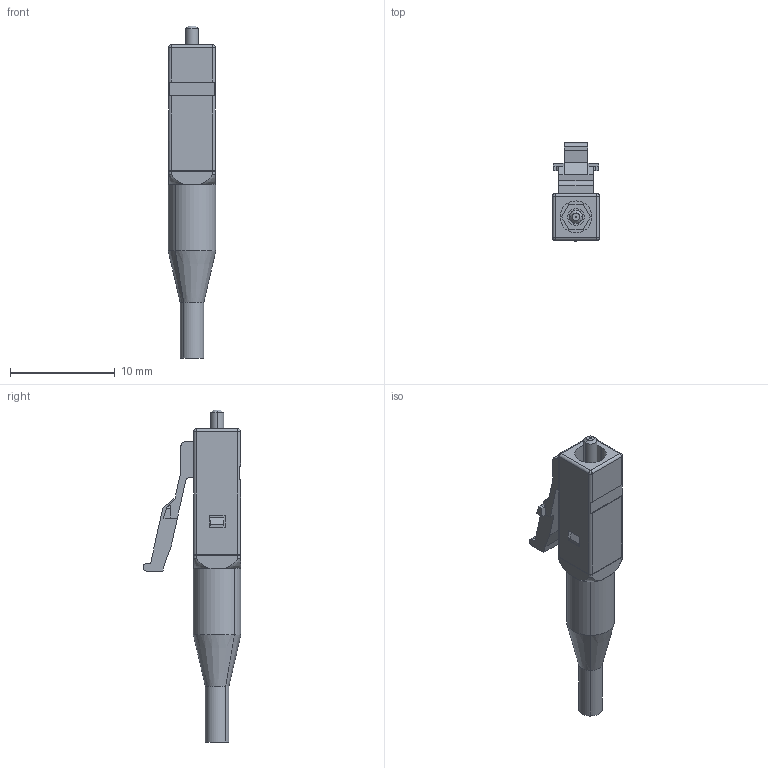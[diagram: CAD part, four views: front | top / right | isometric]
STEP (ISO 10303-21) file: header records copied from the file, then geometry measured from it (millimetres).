
FILE_DESCRIPTION (( 'STEP AP214' ), '1' );
FILE_NAME ('5294-E0W.STEP', '2011-07-15T13:49:42', ( 'Admin' ), ( 'Thorlabs, Inc.' ), 'SwSTEP 2.0', 'SolidWorks 2011', '' );
FILE_SCHEMA (( 'AUTOMOTIVE_DESIGN' ));
Length unit declared in the file: inch
Products named in the file (1): 5294-E0W
Bounding box: 4.56 x 9.37 x 31.75 mm (x, y, z)
Volume: 421.1 mm3; surface area: 872.6 mm2
Topology: 2 solids, 2 shells, 167 faces, 421 edges, 272 vertices
Faces by surface type: plane 97, cylinder 54, cone 8, bspline 4, sphere 4
Entity records: 7331 total; most frequent: CARTESIAN_POINT 1087, ORIENTED_EDGE 834, DIRECTION 819, EDGE_CURVE 417, VECTOR 275, LINE 275, AXIS2_PLACEMENT_3D 272, VERTEX_POINT 272
